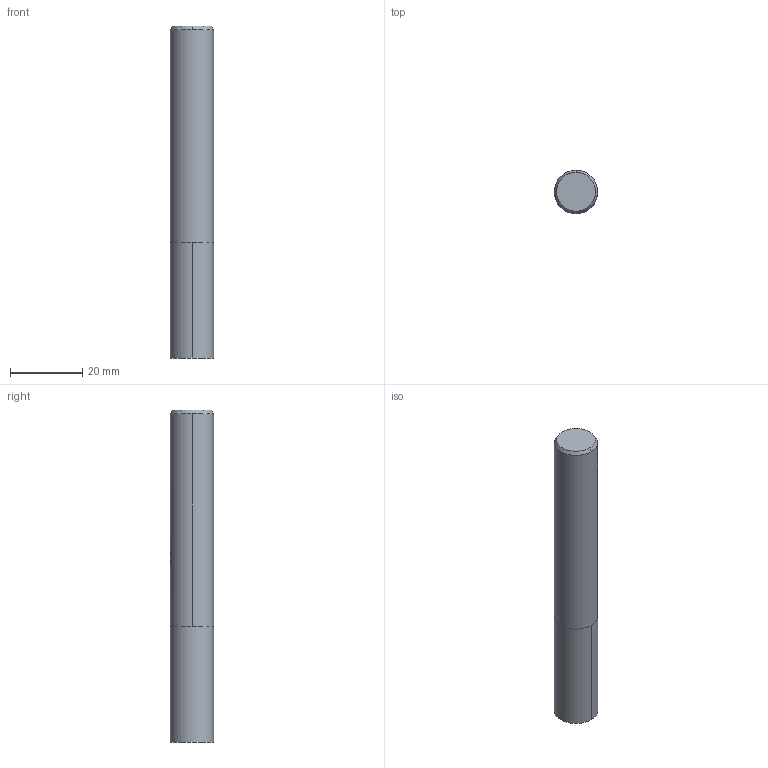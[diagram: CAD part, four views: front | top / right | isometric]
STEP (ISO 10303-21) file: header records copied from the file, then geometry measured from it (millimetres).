
FILE_DESCRIPTION(('no description'),'unknown implementation level');
FILE_NAME('EP01021203.stp',' ',('CIM GmbH Aachen'),('CADClick - KiM GmbH - www.kimweb.de'),'unknown preprocess','ACIS','unknown authorization');
FILE_SCHEMA(('automotive_design'));
Length unit declared in the file: millimetre
Products named in the file (2): 1; 2
Bounding box: 12 x 12 x 92 mm (x, y, z)
Volume: 10393.7 mm3; surface area: 3905.9 mm2
Topology: 2 solids, 2 shells, 22 faces, 54 edges, 37 vertices
Faces by surface type: cylinder 11, plane 9, cone 2
Entity records: 1602 total; most frequent: CARTESIAN_POINT 398, STYLED_ITEM 115, PRESENTATION_STYLE_ASSIGNMENT 115, COLOUR_RGB 115, DIRECTION 111, ORIENTED_EDGE 108, EDGE_CURVE 54, CURVE_STYLE 54
